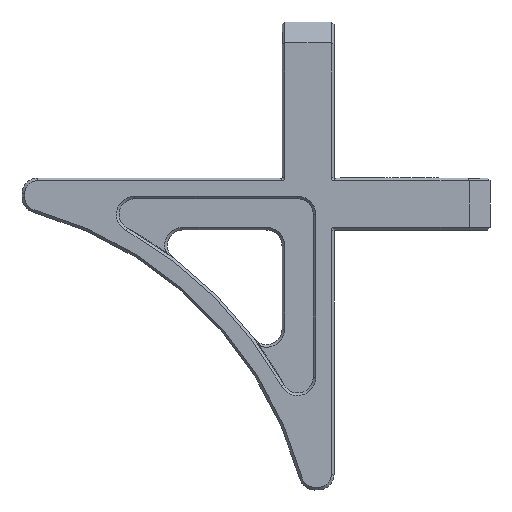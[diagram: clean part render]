
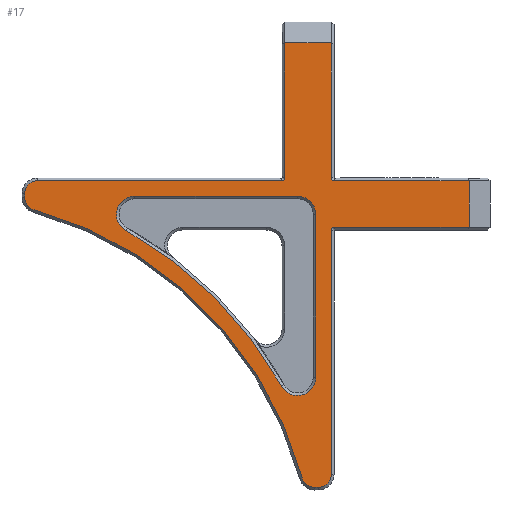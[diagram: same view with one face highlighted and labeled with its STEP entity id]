
A CAD part, left-side view. The second image highlights one B-rep face of the part: STEP entity #17.
In plain terms, the highlighted free-form (B-spline) face has degree [1, 1] with [2, 2] control points.
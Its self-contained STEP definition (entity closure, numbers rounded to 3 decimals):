
#17 = ADVANCED_FACE('',(#18,#172),#226,.F.);
#18 = FACE_BOUND('',#19,.F.);
#19 = EDGE_LOOP('',(#20,#30,#39,#47,#55,#63,#72,#80,#88,#96,#105,#113,
    #122,#130,#139,#148,#157,#165));
#20 = ORIENTED_EDGE('',*,*,#21,.F.);
#21 = EDGE_CURVE('',#22,#24,#26,.T.);
#22 = VERTEX_POINT('',#23);
#23 = CARTESIAN_POINT('',(0.,4.927,-0.25));
#24 = VERTEX_POINT('',#25);
#25 = CARTESIAN_POINT('',(0.,28.5,-0.25));
#26 = LINE('',#27,#28);
#27 = CARTESIAN_POINT('',(0.,4.927,-0.25));
#28 = VECTOR('',#29,1.);
#29 = DIRECTION('',(0.,1.,0.));
#30 = ORIENTED_EDGE('',*,*,#31,.F.);
#31 = EDGE_CURVE('',#32,#22,#34,.T.);
#32 = VERTEX_POINT('',#33);
#33 = CARTESIAN_POINT('',(0.,4.75,-0.073));
#34 = B_SPLINE_CURVE_WITH_KNOTS('',3,(#35,#36,#37,#38),.UNSPECIFIED.,.F.
  ,.F.,(4,4),(0.,1.),.PIECEWISE_BEZIER_KNOTS.);
#35 = CARTESIAN_POINT('',(0.,4.75,-0.073));
#36 = CARTESIAN_POINT('',(0.,4.75,-0.191));
#37 = CARTESIAN_POINT('',(0.,4.809,-0.25));
#38 = CARTESIAN_POINT('',(0.,4.927,-0.25));
#39 = ORIENTED_EDGE('',*,*,#40,.F.);
#40 = EDGE_CURVE('',#41,#32,#43,.T.);
#41 = VERTEX_POINT('',#42);
#42 = CARTESIAN_POINT('',(0.,4.75,13.));
#43 = LINE('',#44,#45);
#44 = CARTESIAN_POINT('',(0.,4.75,13.));
#45 = VECTOR('',#46,1.);
#46 = DIRECTION('',(0.,0.,-1.));
#47 = ORIENTED_EDGE('',*,*,#48,.F.);
#48 = EDGE_CURVE('',#49,#41,#51,.T.);
#49 = VERTEX_POINT('',#50);
#50 = CARTESIAN_POINT('',(0.,0.25,13.));
#51 = LINE('',#52,#53);
#52 = CARTESIAN_POINT('',(0.,0.25,13.));
#53 = VECTOR('',#54,1.);
#54 = DIRECTION('',(0.,1.,0.));
#55 = ORIENTED_EDGE('',*,*,#56,.F.);
#56 = EDGE_CURVE('',#57,#49,#59,.T.);
#57 = VERTEX_POINT('',#58);
#58 = CARTESIAN_POINT('',(0.,0.25,-0.073));
#59 = LINE('',#60,#61);
#60 = CARTESIAN_POINT('',(0.,0.25,-0.073));
#61 = VECTOR('',#62,1.);
#62 = DIRECTION('',(0.,0.,1.));
#63 = ORIENTED_EDGE('',*,*,#64,.F.);
#64 = EDGE_CURVE('',#65,#57,#67,.T.);
#65 = VERTEX_POINT('',#66);
#66 = CARTESIAN_POINT('',(0.,0.073,-0.25));
#67 = B_SPLINE_CURVE_WITH_KNOTS('',3,(#68,#69,#70,#71),.UNSPECIFIED.,.F.
  ,.F.,(4,4),(0.,1.),.PIECEWISE_BEZIER_KNOTS.);
#68 = CARTESIAN_POINT('',(0.,0.073,-0.25));
#69 = CARTESIAN_POINT('',(0.,0.191,-0.25));
#70 = CARTESIAN_POINT('',(0.,0.25,-0.191));
#71 = CARTESIAN_POINT('',(0.,0.25,-0.073));
#72 = ORIENTED_EDGE('',*,*,#73,.F.);
#73 = EDGE_CURVE('',#74,#65,#76,.T.);
#74 = VERTEX_POINT('',#75);
#75 = CARTESIAN_POINT('',(0.,-13.,-0.25));
#76 = LINE('',#77,#78);
#77 = CARTESIAN_POINT('',(0.,-13.,-0.25));
#78 = VECTOR('',#79,1.);
#79 = DIRECTION('',(0.,1.,0.));
#80 = ORIENTED_EDGE('',*,*,#81,.F.);
#81 = EDGE_CURVE('',#82,#74,#84,.T.);
#82 = VERTEX_POINT('',#83);
#83 = CARTESIAN_POINT('',(0.,-13.,-4.75));
#84 = LINE('',#85,#86);
#85 = CARTESIAN_POINT('',(0.,-13.,-4.75));
#86 = VECTOR('',#87,1.);
#87 = DIRECTION('',(0.,0.,1.));
#88 = ORIENTED_EDGE('',*,*,#89,.F.);
#89 = EDGE_CURVE('',#90,#82,#92,.T.);
#90 = VERTEX_POINT('',#91);
#91 = CARTESIAN_POINT('',(0.,0.073,-4.75));
#92 = LINE('',#93,#94);
#93 = CARTESIAN_POINT('',(0.,0.073,-4.75));
#94 = VECTOR('',#95,1.);
#95 = DIRECTION('',(0.,-1.,0.));
#96 = ORIENTED_EDGE('',*,*,#97,.F.);
#97 = EDGE_CURVE('',#98,#90,#100,.T.);
#98 = VERTEX_POINT('',#99);
#99 = CARTESIAN_POINT('',(0.,0.25,-4.927));
#100 = B_SPLINE_CURVE_WITH_KNOTS('',3,(#101,#102,#103,#104),
  .UNSPECIFIED.,.F.,.F.,(4,4),(0.,1.),.PIECEWISE_BEZIER_KNOTS.);
#101 = CARTESIAN_POINT('',(0.,0.25,-4.927));
#102 = CARTESIAN_POINT('',(0.,0.25,-4.809));
#103 = CARTESIAN_POINT('',(0.,0.191,-4.75));
#104 = CARTESIAN_POINT('',(0.,0.073,-4.75));
#105 = ORIENTED_EDGE('',*,*,#106,.F.);
#106 = EDGE_CURVE('',#107,#98,#109,.T.);
#107 = VERTEX_POINT('',#108);
#108 = CARTESIAN_POINT('',(0.,0.25,-28.5));
#109 = LINE('',#110,#111);
#110 = CARTESIAN_POINT('',(0.,0.25,
    -28.5));
#111 = VECTOR('',#112,1.);
#112 = DIRECTION('',(0.,0.,1.));
#113 = ORIENTED_EDGE('',*,*,#114,.F.);
#114 = EDGE_CURVE('',#115,#107,#117,.T.);
#115 = VERTEX_POINT('',#116);
#116 = CARTESIAN_POINT('',(0.,1.5,
    -29.75));
#117 = CIRCLE('',#118,1.25);
#118 = AXIS2_PLACEMENT_3D('',#119,#120,#121);
#119 = CARTESIAN_POINT('',(0.,1.5,-28.5));
#120 = DIRECTION('',(-1.,0.,0.));
#121 = DIRECTION('',(0.,0.,-1.));
#122 = ORIENTED_EDGE('',*,*,#123,.F.);
#123 = EDGE_CURVE('',#124,#115,#126,.T.);
#124 = VERTEX_POINT('',#125);
#125 = CARTESIAN_POINT('',(0.,1.855,-29.75));
#126 = LINE('',#127,#128);
#127 = CARTESIAN_POINT('',(0.,1.855,
    -29.75));
#128 = VECTOR('',#129,1.);
#129 = DIRECTION('',(0.,-1.,0.));
#130 = ORIENTED_EDGE('',*,*,#131,.F.);
#131 = EDGE_CURVE('',#132,#124,#134,.T.);
#132 = VERTEX_POINT('',#133);
#133 = CARTESIAN_POINT('',(0.,3.061,-28.829));
#134 = CIRCLE('',#135,1.25);
#135 = AXIS2_PLACEMENT_3D('',#136,#137,#138);
#136 = CARTESIAN_POINT('',(0.,1.855,-28.5));
#137 = DIRECTION('',(-1.,0.,0.));
#138 = DIRECTION('',(0.,0.965,-0.263));
#139 = ORIENTED_EDGE('',*,*,#140,.F.);
#140 = EDGE_CURVE('',#141,#132,#143,.T.);
#141 = VERTEX_POINT('',#142);
#142 = CARTESIAN_POINT('',(0.,28.829,-3.061));
#143 = CIRCLE('',#144,36.75);
#144 = AXIS2_PLACEMENT_3D('',#145,#146,#147);
#145 = CARTESIAN_POINT('',(0.,38.512,-38.512));
#146 = DIRECTION('',(1.,0.,0.));
#147 = DIRECTION('',(0.,-0.263,0.965));
#148 = ORIENTED_EDGE('',*,*,#149,.F.);
#149 = EDGE_CURVE('',#150,#141,#152,.T.);
#150 = VERTEX_POINT('',#151);
#151 = CARTESIAN_POINT('',(0.,29.75,
    -1.855));
#152 = CIRCLE('',#153,1.25);
#153 = AXIS2_PLACEMENT_3D('',#154,#155,#156);
#154 = CARTESIAN_POINT('',(0.,28.5,-1.855));
#155 = DIRECTION('',(-1.,0.,0.));
#156 = DIRECTION('',(0.,1.,0.));
#157 = ORIENTED_EDGE('',*,*,#158,.F.);
#158 = EDGE_CURVE('',#159,#150,#161,.T.);
#159 = VERTEX_POINT('',#160);
#160 = CARTESIAN_POINT('',(0.,29.75,-1.5));
#161 = LINE('',#162,#163);
#162 = CARTESIAN_POINT('',(0.,29.75,
    -1.5));
#163 = VECTOR('',#164,1.);
#164 = DIRECTION('',(0.,0.,-1.));
#165 = ORIENTED_EDGE('',*,*,#166,.F.);
#166 = EDGE_CURVE('',#24,#159,#167,.T.);
#167 = CIRCLE('',#168,1.25);
#168 = AXIS2_PLACEMENT_3D('',#169,#170,#171);
#169 = CARTESIAN_POINT('',(0.,28.5,-1.5));
#170 = DIRECTION('',(-1.,0.,0.));
#171 = DIRECTION('',(0.,0.,1.));
#172 = FACE_BOUND('',#173,.F.);
#173 = EDGE_LOOP('',(#174,#184,#193,#202,#211,#219));
#174 = ORIENTED_EDGE('',*,*,#175,.T.);
#175 = EDGE_CURVE('',#176,#178,#180,.T.);
#176 = VERTEX_POINT('',#177);
#177 = CARTESIAN_POINT('',(0.,3.5,
    -1.75));
#178 = VERTEX_POINT('',#179);
#179 = CARTESIAN_POINT('',(0.,19.169,
    -1.75));
#180 = LINE('',#181,#182);
#181 = CARTESIAN_POINT('',(0.,3.5,
    -1.75));
#182 = VECTOR('',#183,1.);
#183 = DIRECTION('',(0.,1.,0.));
#184 = ORIENTED_EDGE('',*,*,#185,.T.);
#185 = EDGE_CURVE('',#178,#186,#188,.T.);
#186 = VERTEX_POINT('',#187);
#187 = CARTESIAN_POINT('',(0.,20.016,-5.032));
#188 = CIRCLE('',#189,1.75);
#189 = AXIS2_PLACEMENT_3D('',#190,#191,#192);
#190 = CARTESIAN_POINT('',(0.,19.169,-3.5));
#191 = DIRECTION('',(-1.,0.,0.));
#192 = DIRECTION('',(0.,0.,1.));
#193 = ORIENTED_EDGE('',*,*,#194,.T.);
#194 = EDGE_CURVE('',#186,#195,#197,.T.);
#195 = VERTEX_POINT('',#196);
#196 = CARTESIAN_POINT('',(0.,5.032,-20.016));
#197 = CIRCLE('',#198,38.25);
#198 = AXIS2_PLACEMENT_3D('',#199,#200,#201);
#199 = CARTESIAN_POINT('',(0.,38.512,-38.512));
#200 = DIRECTION('',(1.,0.,0.));
#201 = DIRECTION('',(0.,-0.484,0.875));
#202 = ORIENTED_EDGE('',*,*,#203,.T.);
#203 = EDGE_CURVE('',#195,#204,#206,.T.);
#204 = VERTEX_POINT('',#205);
#205 = CARTESIAN_POINT('',(0.,1.75,-19.169));
#206 = CIRCLE('',#207,1.75);
#207 = AXIS2_PLACEMENT_3D('',#208,#209,#210);
#208 = CARTESIAN_POINT('',(0.,3.5,-19.169));
#209 = DIRECTION('',(-1.,0.,0.));
#210 = DIRECTION('',(0.,0.875,-0.484));
#211 = ORIENTED_EDGE('',*,*,#212,.T.);
#212 = EDGE_CURVE('',#204,#213,#215,.T.);
#213 = VERTEX_POINT('',#214);
#214 = CARTESIAN_POINT('',(0.,1.75,
    -3.5));
#215 = LINE('',#216,#217);
#216 = CARTESIAN_POINT('',(0.,1.75,
    -19.169));
#217 = VECTOR('',#218,1.);
#218 = DIRECTION('',(0.,0.,1.));
#219 = ORIENTED_EDGE('',*,*,#220,.T.);
#220 = EDGE_CURVE('',#213,#176,#221,.T.);
#221 = CIRCLE('',#222,1.75);
#222 = AXIS2_PLACEMENT_3D('',#223,#224,#225);
#223 = CARTESIAN_POINT('',(0.,3.5,-3.5));
#224 = DIRECTION('',(-1.,0.,0.));
#225 = DIRECTION('',(0.,-1.,0.));
#226 = B_SPLINE_SURFACE_WITH_KNOTS('',1,1,(
    (#227,#228)
    ,(#229,#230
  )),.UNSPECIFIED.,.F.,.F.,.F.,(2,2),(2,2),(-13.855,30.605),(-30.605,
    13.855),.PIECEWISE_BEZIER_KNOTS.);
#227 = CARTESIAN_POINT('',(0.,-13.855,-30.605));
#228 = CARTESIAN_POINT('',(0.,-13.855,13.855));
#229 = CARTESIAN_POINT('',(0.,30.605,-30.605));
#230 = CARTESIAN_POINT('',(0.,30.605,13.855));
